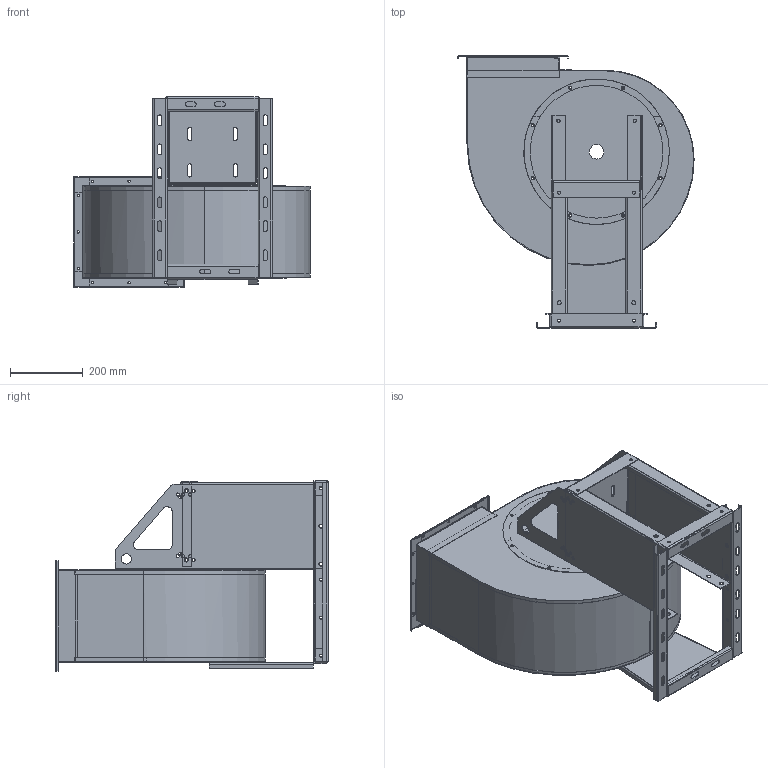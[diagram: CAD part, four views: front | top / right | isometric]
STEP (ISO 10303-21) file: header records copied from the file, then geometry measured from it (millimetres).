
FILE_DESCRIPTION(('STEP AP203'), '1');
FILE_NAME('BP 80-70-3.55', '', ('UNSPECIFIED'), ('UNSPECIFIED'), 'ASCON STEP Converter 1.3', 'ASCON Math Kernel', '');
FILE_SCHEMA(('CONFIG_CONTROL_DESIGN'));
Length unit declared in the file: millimetre
Bounding box: 649.69 x 748.34 x 523.19 mm (x, y, z)
Volume: 3322238.6 mm3; surface area: 4007330 mm2
Topology: 4 solids, 4 shells, 1215 faces, 3381 edges, 2121 vertices
Faces by surface type: plane 664, cylinder 379, bspline 168, torus 4
Full cylindrical faces by diameter (mm): 6.5 x28, 8.5 x50, 9.3 x20, 11.3 x20, 13.3 x8, 28 x2, 40 x1, 80.3 x1, 238 x1, 242 x1, 248.5 x1, 252.5 x1, 355 x2, 365 x2, 400 x1, 405 x1
Entity records: 51174 total; most frequent: CARTESIAN_POINT 11696, ORIENTED_EDGE 6474, DIRECTION 5412, EDGE_CURVE 3237, VERTEX_POINT 2123, LINE 1854, VECTOR 1854, AXIS2_PLACEMENT_3D 1779
